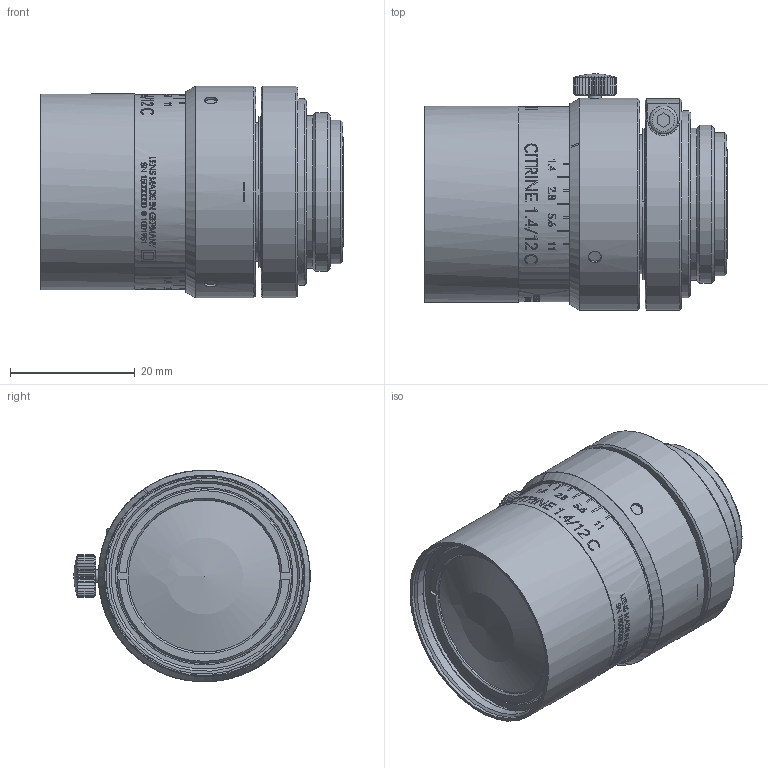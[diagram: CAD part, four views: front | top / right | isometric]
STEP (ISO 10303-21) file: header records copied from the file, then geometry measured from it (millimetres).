
FILE_DESCRIPTION(/* description */ (''),/* implementation_level */ '2;1');
FILE_NAME(/* name */ '1001951_00165407_001.stp',/* time_stamp */ '2021-10-14T12:11:17+02:00',/* author */ (''),/* organization */ (''),/* preprocessor_version */ 'ST-DEVELOPER v16',/* originating_system */ 'SIEMENS PLM Software NX 10.0',/* authorisation */ '');
FILE_SCHEMA (('AP203_CONFIGURATION_CONTROLLED_3D_DESIGN_OF_MECHANICAL_PARTS_AND_ASSEMBLIES_MIM_LF { 1 0 10303 403 2 1 2}'));
Length unit declared in the file: millimetre
Products named in the file (1): Froe50D48B97ygfs
Bounding box: 48.53 x 37.94 x 34 mm (x, y, z)
Volume: 34202.8 mm3; surface area: 14171.3 mm2
Topology: 1 solids, 11 shells, 586 faces, 1946 edges, 1511 vertices
Faces by surface type: plane 258, cylinder 255, cone 57, torus 11, revolution 3, sphere 2
Full cylindrical faces by diameter (mm): 1 x2, 1.1 x1, 1.7 x3, 1.9 x3, 2 x1, 2.05 x3, 2.5 x1, 2.7 x3, 12.7 x1, 12.827 x1, 16.07 x1, 18.3 x2, 19.5 x1, 20 x1, 22.3 x1, 23 x2, 23.9 x1, 24.4 x2, 24.6 x2, 25 x1, 25.05 x1, 25.4 x1, 27.622 x1, 28 x2, 28.5 x1, 29.8 x1, 29.9 x1, 30 x1, 30.6 x3, 31.3 x2
Entity records: 24089 total; most frequent: CARTESIAN_POINT 8375, ORIENTED_EDGE 3621, DIRECTION 2504, EDGE_CURVE 1830, VERTEX_POINT 1483, AXIS2_PLACEMENT_3D 1015, B_SPLINE_CURVE_WITH_KNOTS 893, EDGE_LOOP 849
